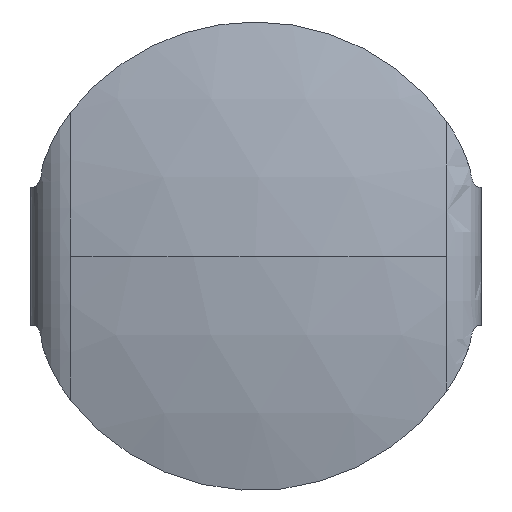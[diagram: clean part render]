
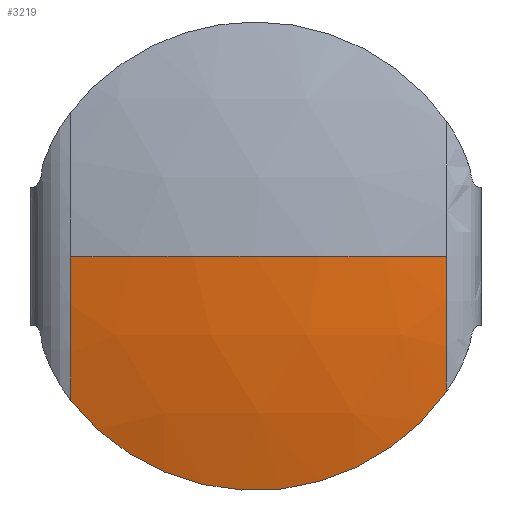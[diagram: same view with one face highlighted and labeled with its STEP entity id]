
A CAD part, left-side view. The second image highlights one B-rep face of the part: STEP entity #3219.
In plain terms, the highlighted spherical face has radius 10.033 mm.
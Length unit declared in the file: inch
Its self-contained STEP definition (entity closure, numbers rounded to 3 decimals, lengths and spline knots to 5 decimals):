
#7 = VERTEX_POINT ( 'NONE', #232 ) ;
#232 = CARTESIAN_POINT ( 'NONE',  ( -0.27763, -0.08991, 0. ) ) ;
#241 = AXIS2_PLACEMENT_3D ( 'NONE', #834, #4847, #5411 ) ;
#681 = CARTESIAN_POINT ( 'NONE',  ( -0.27837, 0.0867, 0. ) ) ;
#834 = CARTESIAN_POINT ( 'NONE',  ( 0.107, 0., 0. ) ) ;
#1217 = AXIS2_PLACEMENT_3D ( 'NONE', #2774, #6718, #3346 ) ;
#1415 = AXIS2_PLACEMENT_3D ( 'NONE', #2039, #5999, #2610 ) ;
#1603 = CARTESIAN_POINT ( 'NONE',  ( -0.27237, -0.08991, -0.06337 ) ) ;
#1655 = ORIENTED_EDGE ( 'NONE', *, *, #2464, .T. ) ;
#1712 = CARTESIAN_POINT ( 'NONE',  ( -0.288, 0., 0. ) ) ;
#1897 = DIRECTION ( 'NONE',  ( 0., 0., -1. ) ) ;
#1995 = CARTESIAN_POINT ( 'NONE',  ( -0.27237, 0., 0. ) ) ;
#2039 = CARTESIAN_POINT ( 'NONE',  ( 0.107, -0.08991, 0. ) ) ;
#2121 = SPHERICAL_SURFACE ( 'NONE', #241, 0.395 ) ;
#2239 = VERTEX_POINT ( 'NONE', #1712 ) ;
#2287 = CIRCLE ( 'NONE', #1415, 0.38463 ) ;
#2464 = EDGE_CURVE ( 'NONE', #7, #2239, #3996, .T. ) ;
#2558 = DIRECTION ( 'NONE',  ( 0., 0., 1. ) ) ;
#2610 = DIRECTION ( 'NONE',  ( 0., 0., 1. ) ) ;
#2650 = VERTEX_POINT ( 'NONE', #5450 ) ;
#2671 = CIRCLE ( 'NONE', #5844, 0.11 ) ;
#2722 = DIRECTION ( 'NONE',  ( 0., 0., 1. ) ) ;
#2774 = CARTESIAN_POINT ( 'NONE',  ( 0.107, 0.0867, 0. ) ) ;
#2826 = ORIENTED_EDGE ( 'NONE', *, *, #3768, .T. ) ;
#2992 = ORIENTED_EDGE ( 'NONE', *, *, #6392, .F. ) ;
#3219 = ADVANCED_FACE ( 'NONE', ( #5126 ), #2121, .T. ) ;
#3241 = EDGE_CURVE ( 'NONE', #6283, #7, #2287, .T. ) ;
#3322 = CIRCLE ( 'NONE', #6089, 0.395 ) ;
#3346 = DIRECTION ( 'NONE',  ( 1., 0., 0. ) ) ;
#3514 = EDGE_LOOP ( 'NONE', ( #7145, #1655, #2992, #3817, #2826 ) ) ;
#3648 = VERTEX_POINT ( 'NONE', #681 ) ;
#3768 = EDGE_CURVE ( 'NONE', #2650, #6283, #2671, .T. ) ;
#3817 = ORIENTED_EDGE ( 'NONE', *, *, #4517, .T. ) ;
#3996 = CIRCLE ( 'NONE', #4523, 0.395 ) ;
#4517 = EDGE_CURVE ( 'NONE', #3648, #2650, #5940, .T. ) ;
#4523 = AXIS2_PLACEMENT_3D ( 'NONE', #5288, #1897, #5861 ) ;
#4847 = DIRECTION ( 'NONE',  ( 0., 0., -1. ) ) ;
#5126 = FACE_OUTER_BOUND ( 'NONE', #3514, .T. ) ;
#5288 = CARTESIAN_POINT ( 'NONE',  ( 0.107, 0., 0. ) ) ;
#5411 = DIRECTION ( 'NONE',  ( 0., 1., 0. ) ) ;
#5450 = CARTESIAN_POINT ( 'NONE',  ( -0.27237, 0.0867, -0.0677 ) ) ;
#5844 = AXIS2_PLACEMENT_3D ( 'NONE', #1995, #5949, #2558 ) ;
#5861 = DIRECTION ( 'NONE',  ( 0., 1., 0. ) ) ;
#5940 = CIRCLE ( 'NONE', #1217, 0.38537 ) ;
#5949 = DIRECTION ( 'NONE',  ( -1., 0., 0. ) ) ;
#5999 = DIRECTION ( 'NONE',  ( 0., 1., 0. ) ) ;
#6089 = AXIS2_PLACEMENT_3D ( 'NONE', #6110, #2722, #6684 ) ;
#6110 = CARTESIAN_POINT ( 'NONE',  ( 0.107, 0., 0. ) ) ;
#6283 = VERTEX_POINT ( 'NONE', #1603 ) ;
#6392 = EDGE_CURVE ( 'NONE', #3648, #2239, #3322, .T. ) ;
#6684 = DIRECTION ( 'NONE',  ( 1., 0., 0. ) ) ;
#6718 = DIRECTION ( 'NONE',  ( 0., -1., 0. ) ) ;
#7145 = ORIENTED_EDGE ( 'NONE', *, *, #3241, .T. ) ;
